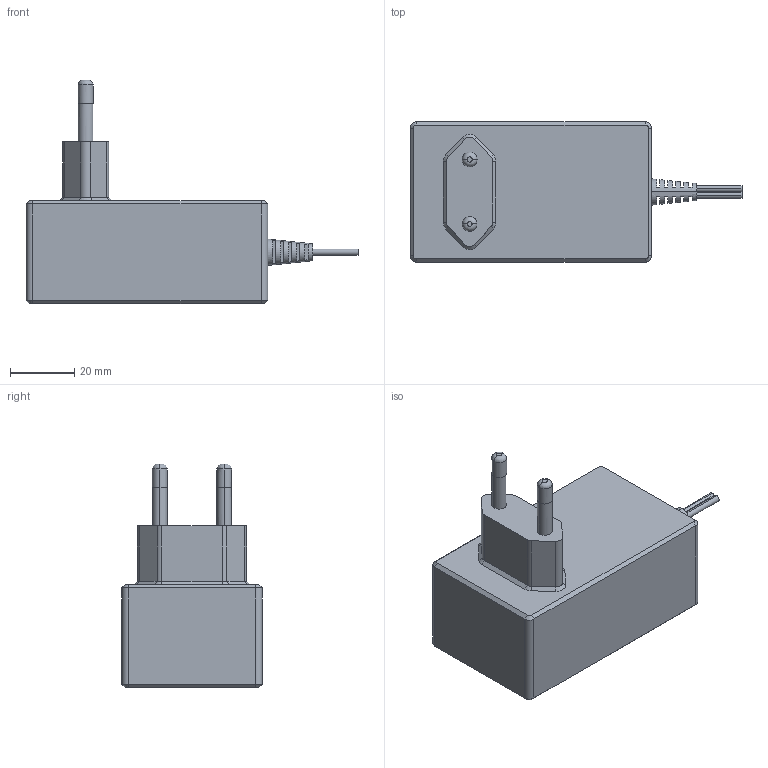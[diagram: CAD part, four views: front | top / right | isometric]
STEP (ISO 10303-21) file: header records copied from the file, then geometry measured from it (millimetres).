
FILE_DESCRIPTION (( 'STEP AP203' ), '1' );
FILE_NAME ('DC-DC-ADAPTOR.STEP', '2026-01-25T02:11:15', ( 'gotree94' ), ( '' ), 'SwSTEP 2.0', 'SolidWorks 2025', '' );
FILE_SCHEMA (( 'CONFIG_CONTROL_DESIGN' ));
Length unit declared in the file: millimetre
Products named in the file (1): DC-DC-ADAPTOR
Bounding box: 103 x 43.5 x 69.4 mm (x, y, z)
Volume: 112540 mm3; surface area: 16241.4 mm2
Topology: 1 solids, 1 shells, 109 faces, 239 edges, 148 vertices
Faces by surface type: plane 62, cylinder 27, cone 16, torus 4
Entity records: 3104 total; most frequent: CARTESIAN_POINT 591, DIRECTION 533, ORIENTED_EDGE 478, EDGE_CURVE 239, AXIS2_PLACEMENT_3D 206, VERTEX_POINT 148, EDGE_LOOP 125, LINE 121
